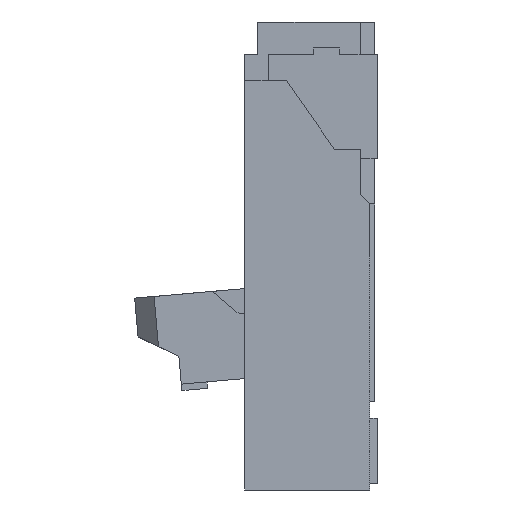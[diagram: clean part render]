
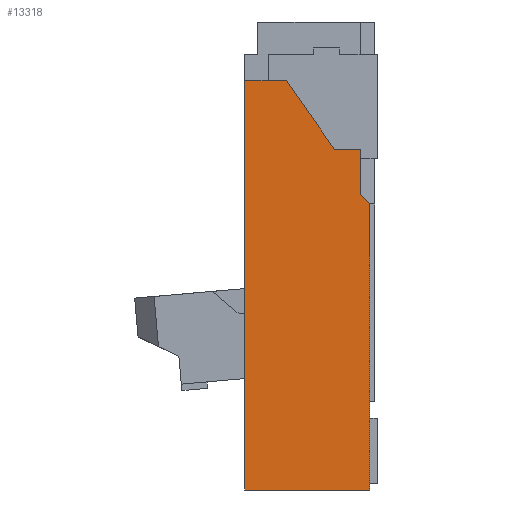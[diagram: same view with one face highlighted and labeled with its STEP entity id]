
A CAD part, left-side view. The second image highlights one B-rep face of the part: STEP entity #13318.
In plain terms, the highlighted planar face has unit normal (-1, 0, 0).
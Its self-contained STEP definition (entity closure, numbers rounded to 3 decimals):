
#1=DIRECTION('',(0.,-0.574,-0.819));
#2=VECTOR('',#1,0.645);
#3=CARTESIAN_POINT('',(-6.85,0.68,-0.45));
#4=LINE('',#3,#2);
#5=DIRECTION('',(0.,-1.,0.));
#6=VECTOR('',#5,0.2);
#7=CARTESIAN_POINT('',(-6.85,0.31,-0.978));
#8=LINE('',#7,#6);
#9=DIRECTION('',(0.,0.,-1.));
#10=VECTOR('',#9,0.352);
#11=CARTESIAN_POINT('',(-6.85,0.11,-0.978));
#12=LINE('',#11,#10);
#13=DIRECTION('',(0.,-0.707,-0.707));
#14=VECTOR('',#13,0.099);
#15=CARTESIAN_POINT('',(-6.85,0.11,-1.33));
#16=LINE('',#15,#14);
#17=DIRECTION('',(0.,0.,-1.));
#18=VECTOR('',#17,2.2);
#19=CARTESIAN_POINT('',(-6.85,0.04,-1.4));
#20=LINE('',#19,#18);
#21=DIRECTION('',(0.,1.,0.));
#22=VECTOR('',#21,0.96);
#23=CARTESIAN_POINT('',(-6.85,0.04,-3.6));
#24=LINE('',#23,#22);
#25=DIRECTION('',(0.,0.,1.));
#26=VECTOR('',#25,3.15);
#27=CARTESIAN_POINT('',(-6.85,1.,-3.6));
#28=LINE('',#27,#26);
#29=DIRECTION('',(0.,-1.,0.));
#30=VECTOR('',#29,0.32);
#31=CARTESIAN_POINT('',(-6.85,1.,-0.45));
#32=LINE('',#31,#30);
#10047=CARTESIAN_POINT('',(-6.85,0.68,-0.45));
#10048=CARTESIAN_POINT('',(-6.85,0.31,-0.978));
#10049=VERTEX_POINT('',#10047);
#10050=VERTEX_POINT('',#10048);
#10051=CARTESIAN_POINT('',(-6.85,0.11,-0.978));
#10052=VERTEX_POINT('',#10051);
#10053=CARTESIAN_POINT('',(-6.85,0.11,-1.33));
#10054=VERTEX_POINT('',#10053);
#10055=CARTESIAN_POINT('',(-6.85,0.04,-1.4));
#10056=VERTEX_POINT('',#10055);
#10057=CARTESIAN_POINT('',(-6.85,0.04,-3.6));
#10058=VERTEX_POINT('',#10057);
#10059=CARTESIAN_POINT('',(-6.85,1.,-0.45));
#10060=VERTEX_POINT('',#10059);
#10069=CARTESIAN_POINT('',(-6.85,1.,-3.6));
#10070=VERTEX_POINT('',#10069);
#13295=CARTESIAN_POINT('',(-6.85,0.,0.));
#13296=DIRECTION('',(1.,0.,0.));
#13297=DIRECTION('',(0.,0.,-1.));
#13298=AXIS2_PLACEMENT_3D('',#13295,#13296,#13297);
#13299=PLANE('',#13298);
#13301=ORIENTED_EDGE('',*,*,#13300,.T.);
#13303=ORIENTED_EDGE('',*,*,#13302,.T.);
#13305=ORIENTED_EDGE('',*,*,#13304,.T.);
#13307=ORIENTED_EDGE('',*,*,#13306,.T.);
#13309=ORIENTED_EDGE('',*,*,#13308,.T.);
#13311=ORIENTED_EDGE('',*,*,#13310,.T.);
#13313=ORIENTED_EDGE('',*,*,#13312,.T.);
#13315=ORIENTED_EDGE('',*,*,#13314,.T.);
#13316=EDGE_LOOP('',(#13301,#13303,#13305,#13307,#13309,#13311,#13313,#13315));
#13317=FACE_OUTER_BOUND('',#13316,.F.);
#13318=ADVANCED_FACE('',(#13317),#13299,.F.);
#13300=EDGE_CURVE('',#10049,#10050,#4,.T.);
#13302=EDGE_CURVE('',#10050,#10052,#8,.T.);
#13304=EDGE_CURVE('',#10052,#10054,#12,.T.);
#13306=EDGE_CURVE('',#10054,#10056,#16,.T.);
#13308=EDGE_CURVE('',#10056,#10058,#20,.T.);
#13310=EDGE_CURVE('',#10058,#10070,#24,.T.);
#13312=EDGE_CURVE('',#10070,#10060,#28,.T.);
#13314=EDGE_CURVE('',#10060,#10049,#32,.T.);
